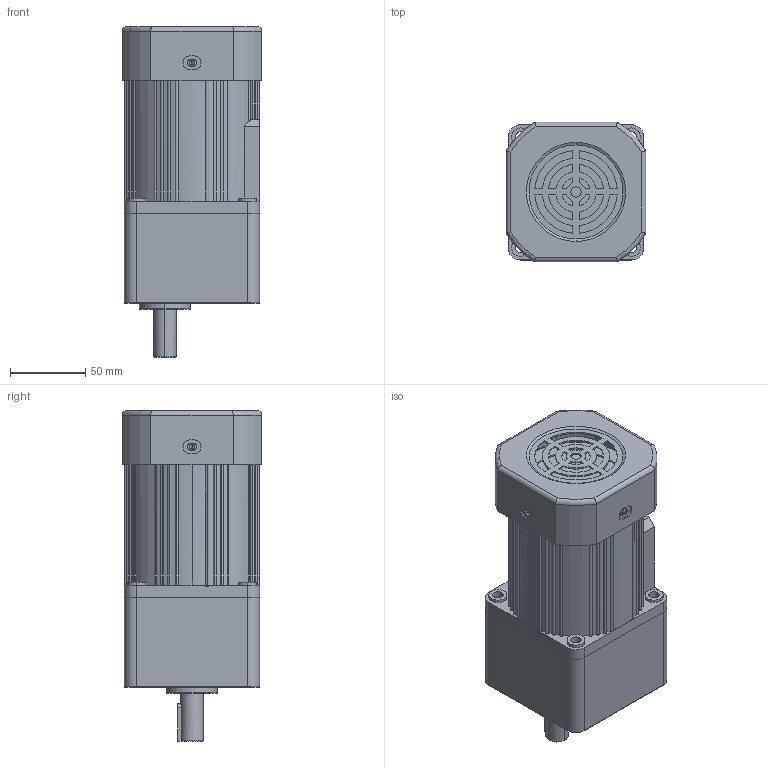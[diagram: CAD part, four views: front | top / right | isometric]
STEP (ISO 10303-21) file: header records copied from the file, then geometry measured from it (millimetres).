
FILE_DESCRIPTION (( 'STEP AP203' ), '1' );
FILE_NAME ('5IK60+5GN20-200KB.STEP', '2020-01-09T06:57:46', ( 'Sky123.Org' ), ( 'Sky123.Org' ), 'SwSTEP 2.0', 'SolidWorks 2014', '' );
FILE_SCHEMA (( 'CONFIG_CONTROL_DESIGN' ));
Length unit declared in the file: millimetre
Products named in the file (5): 5GN20-200KB; 5IK60+5GN20-200KB; 5IK60A; 90傻瑞欶褲
Assembly tree (4 placements, depth 3):
  5IK60+5GN20-200KB
    5IK60A
    90傻瑞欶褲
    5GN20-200KB
      5GN20-200KB
Bounding box: 93 x 93 x 220 mm (x, y, z)
Volume: 1176275.2 mm3; surface area: 136157.6 mm2
Topology: 3 solids, 3 shells, 460 faces, 1210 edges, 777 vertices
Faces by surface type: cylinder 206, plane 148, torus 80, cone 26
Entity records: 15646 total; most frequent: CARTESIAN_POINT 3344, DIRECTION 2639, ORIENTED_EDGE 2404, EDGE_CURVE 1202, AXIS2_PLACEMENT_3D 1074, VERTEX_POINT 777, CIRCLE 606, EDGE_LOOP 543
